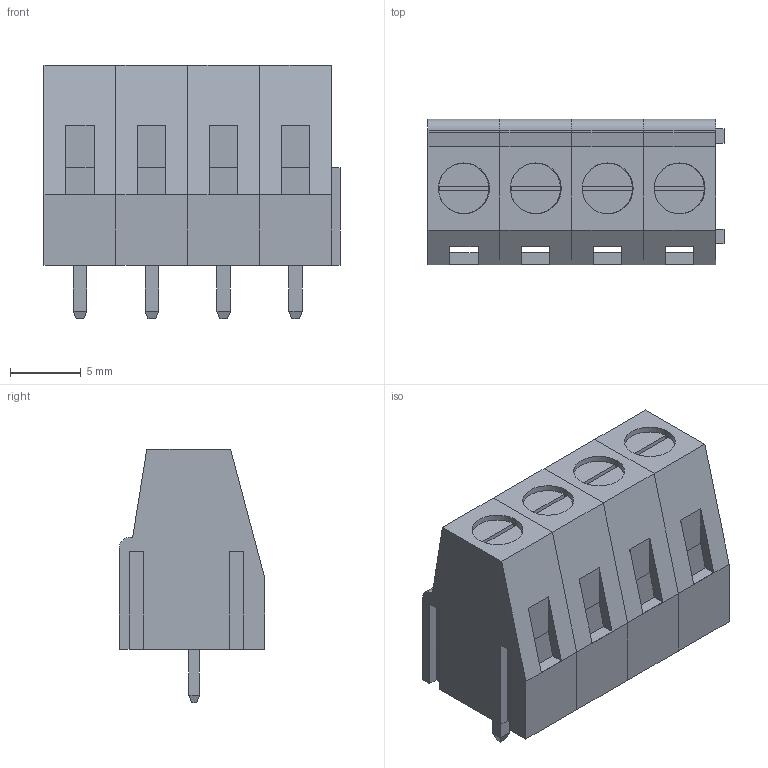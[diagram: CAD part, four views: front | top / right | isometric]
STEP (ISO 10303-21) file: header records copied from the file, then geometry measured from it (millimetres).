
FILE_DESCRIPTION (( 'STEP AP214' ), '1' );
FILE_NAME ('KF128-5.08-4P.STEP', '2019-08-16T10:51:00', ( '' ), ( '' ), 'SwSTEP 2.0', 'SolidWorks 2016', '' );
FILE_SCHEMA (( 'AUTOMOTIVE_DESIGN' ));
Length unit declared in the file: millimetre
Products named in the file (2): KF128-5.08-4P; KF128-5.08
Assembly tree (4 placements, depth 2):
  KF128-5.08-4P
    KF128-5.08  x4
Bounding box: 20.92 x 10.3 x 17.95 mm (x, y, z)
Volume: 1903.4 mm3; surface area: 3717 mm2
Topology: 16 solids, 16 shells, 352 faces, 924 edges, 600 vertices
Faces by surface type: plane 324, cylinder 28
Entity records: 2920 total; most frequent: CARTESIAN_POINT 479, ORIENTED_EDGE 462, DIRECTION 442, EDGE_CURVE 231, LINE 208, VECTOR 208, VERTEX_POINT 150, AXIS2_PLACEMENT_3D 117
